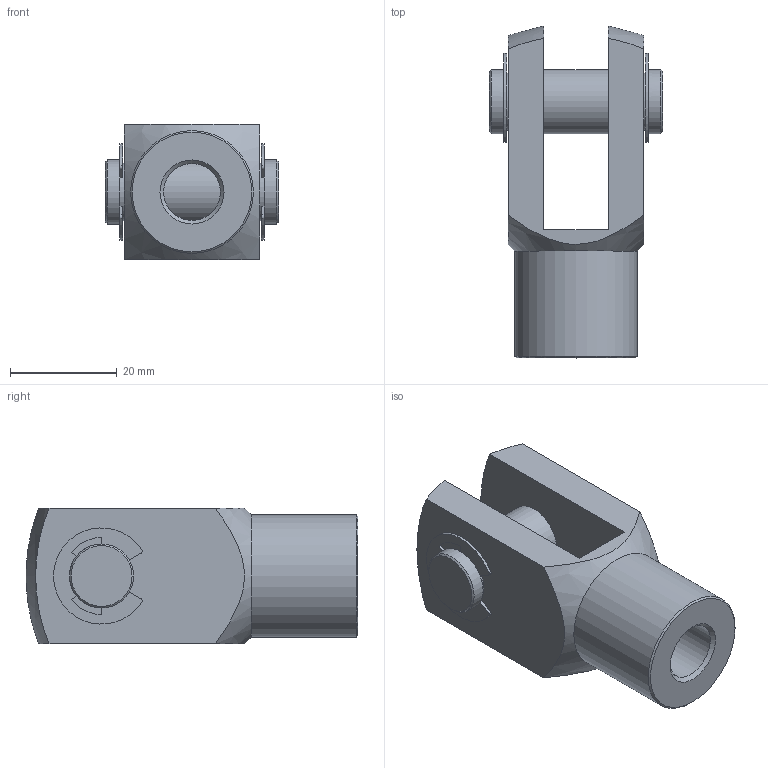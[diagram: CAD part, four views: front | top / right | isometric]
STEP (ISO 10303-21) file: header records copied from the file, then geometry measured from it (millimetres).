
FILE_DESCRIPTION( ( 'STEP AP203' ), '1' );
FILE_NAME( 'F-M12125YI.stp', ' ', ( ' ' ), ( ' ' ), 'PSStep 15.0.47', 'PARTsolutions', ' ' );
FILE_SCHEMA( ( 'CONFIG_CONTROL_DESIGN' ) );
Length unit declared in the file: millimetre
Products named in the file (1): _F-M12125YI
Bounding box: 32.4 x 62.15 x 25.4 mm (x, y, z)
Volume: 22955.2 mm3; surface area: 9204.6 mm2
Topology: 1 solids, 1 shells, 56 faces, 160 edges, 100 vertices
Faces by surface type: plane 32, cylinder 17, cone 5, sphere 2
Full cylindrical faces by diameter (mm): 10.647 x1, 10.8 x2, 12 x3, 23 x1
Entity records: 1916 total; most frequent: CARTESIAN_POINT 405, DIRECTION 322, ORIENTED_EDGE 292, EDGE_CURVE 146, AXIS2_PLACEMENT_3D 123, VERTEX_POINT 98, LINE 76, VECTOR 76
